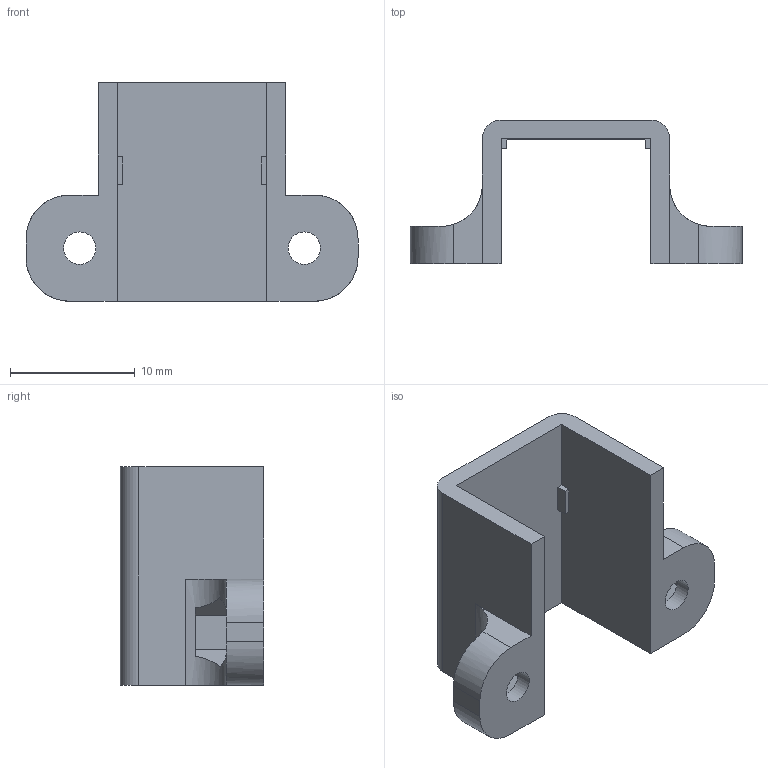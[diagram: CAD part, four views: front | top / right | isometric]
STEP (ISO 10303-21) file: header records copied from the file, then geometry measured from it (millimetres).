
FILE_DESCRIPTION(('FreeCAD Model'),'2;1');
FILE_NAME('n20_motor_holder.step','2020-01-27T05:46:55',( 'Author'),(''),'Open CASCADE STEP processor 7.3','FreeCAD','Unknown' );
FILE_SCHEMA(('AUTOMOTIVE_DESIGN { 1 0 10303 214 1 1 1 1 }'));
Length unit declared in the file: millimetre
Products named in the file (1): n20_motor_holder
Bounding box: 26.6 x 11.5 x 17.5 mm (x, y, z)
Volume: 1090.3 mm3; surface area: 1666.6 mm2
Topology: 1 solids, 1 shells, 50 faces, 144 edges, 96 vertices
Faces by surface type: plane 40, cylinder 10
Full cylindrical faces by diameter (mm): 2.6 x2
Entity records: 3961 total; most frequent: CARTESIAN_POINT 1103, DIRECTION 522, LINE 356, VECTOR 356, ORIENTED_EDGE 288, PCURVE 288, DEFINITIONAL_REPRESENTATION 288, EDGE_CURVE 144
